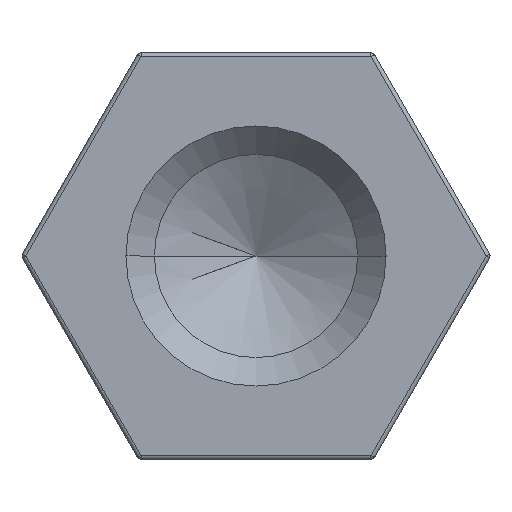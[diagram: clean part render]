
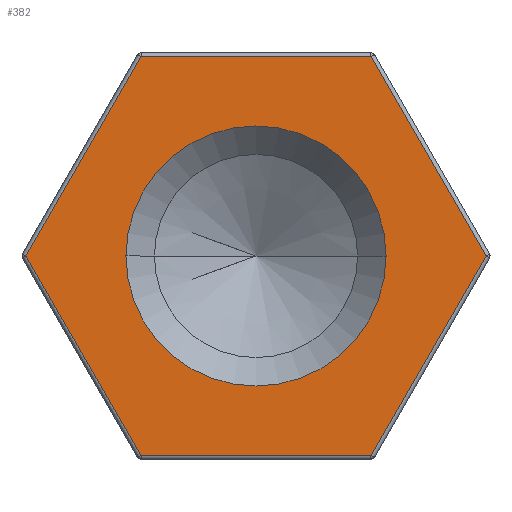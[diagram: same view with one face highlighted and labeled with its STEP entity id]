
A CAD part, left-side view. The second image highlights one B-rep face of the part: STEP entity #382.
In plain terms, the highlighted planar face has unit normal (-1, 0, 0).
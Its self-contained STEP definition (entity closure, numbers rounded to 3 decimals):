
#83 = VECTOR ( 'NONE', #306, 1000. ) ;
#84 = CARTESIAN_POINT ( 'NONE',  ( 0., 4.244, 2.45 ) ) ;
#86 = LINE ( 'NONE', #309, #83 ) ;
#104 = VECTOR ( 'NONE', #443, 1000. ) ;
#105 = LINE ( 'NONE', #448, #104 ) ;
#107 = CARTESIAN_POINT ( 'NONE',  ( 0., 0., 4.9 ) ) ;
#109 = DIRECTION ( 'NONE',  ( 0., -1., 0. ) ) ;
#116 = PLANE ( 'NONE',  #1023 ) ;
#120 = CARTESIAN_POINT ( 'NONE',  ( 0., 0., -4.9 ) ) ;
#123 = DIRECTION ( 'NONE',  ( 0., 1., 0. ) ) ;
#190 = VECTOR ( 'NONE', #123, 1000. ) ;
#209 = VERTEX_POINT ( 'NONE', #1435 ) ;
#263 = EDGE_CURVE ( 'NONE', #807, #209, #461, .T. ) ;
#282 = EDGE_CURVE ( 'NONE', #743, #865, #462, .T. ) ;
#306 = DIRECTION ( 'NONE',  ( 0., 0.5, 0.866 ) ) ;
#309 = CARTESIAN_POINT ( 'NONE',  ( 0., -4.244, 2.45 ) ) ;
#324 = CIRCLE ( 'NONE', #888, 3.2 ) ;
#345 = VECTOR ( 'NONE', #1433, 1000. ) ;
#350 = LINE ( 'NONE', #84, #345 ) ;
#382 = ADVANCED_FACE ( 'NONE', ( #1073, #1242 ), #116, .F. ) ;
#418 = ORIENTED_EDGE ( 'NONE', *, *, #263, .T. ) ;
#443 = DIRECTION ( 'NONE',  ( 0., -0.5, -0.866 ) ) ;
#446 = AXIS2_PLACEMENT_3D ( 'NONE', #1071, #1070, #1051 ) ;
#448 = CARTESIAN_POINT ( 'NONE',  ( 0., 4.244, -2.45 ) ) ;
#457 = VECTOR ( 'NONE', #1060, 1000. ) ;
#461 = CIRCLE ( 'NONE', #446, 3.2 ) ;
#462 = LINE ( 'NONE', #1072, #457 ) ;
#573 = ORIENTED_EDGE ( 'NONE', *, *, #1431, .T. ) ;
#595 = EDGE_CURVE ( 'NONE', #608, #1024, #350, .T. ) ;
#608 = VERTEX_POINT ( 'NONE', #1241 ) ;
#689 = ORIENTED_EDGE ( 'NONE', *, *, #729, .T. ) ;
#702 = CARTESIAN_POINT ( 'NONE',  ( 0., 5.658, 0. ) ) ;
#729 = EDGE_CURVE ( 'NONE', #209, #807, #324, .T. ) ;
#743 = VERTEX_POINT ( 'NONE', #1123 ) ;
#807 = VERTEX_POINT ( 'NONE', #1373 ) ;
#808 = CARTESIAN_POINT ( 'NONE',  ( 0., -2.829, 4.9 ) ) ;
#833 = ORIENTED_EDGE ( 'NONE', *, *, #595, .T. ) ;
#860 = ORIENTED_EDGE ( 'NONE', *, *, #282, .T. ) ;
#865 = VERTEX_POINT ( 'NONE', #997 ) ;
#875 = VERTEX_POINT ( 'NONE', #941 ) ;
#888 = AXIS2_PLACEMENT_3D ( 'NONE', #1163, #1128, #1126 ) ;
#910 = EDGE_LOOP ( 'NONE', ( #1019, #573, #833, #1001, #1047, #860 ) ) ;
#918 = EDGE_LOOP ( 'NONE', ( #689, #418 ) ) ;
#941 = CARTESIAN_POINT ( 'NONE',  ( 0., 2.829, -4.9 ) ) ;
#973 = VERTEX_POINT ( 'NONE', #808 ) ;
#997 = CARTESIAN_POINT ( 'NONE',  ( 0., -5.658, 0. ) ) ;
#1001 = ORIENTED_EDGE ( 'NONE', *, *, #1102, .T. ) ;
#1019 = ORIENTED_EDGE ( 'NONE', *, *, #1166, .T. ) ;
#1023 = AXIS2_PLACEMENT_3D ( 'NONE', #1083, #1087, #1088 ) ;
#1024 = VERTEX_POINT ( 'NONE', #702 ) ;
#1047 = ORIENTED_EDGE ( 'NONE', *, *, #1325, .T. ) ;
#1051 = DIRECTION ( 'NONE',  ( 0., 1., 0. ) ) ;
#1060 = DIRECTION ( 'NONE',  ( 0., -0.5, 0.866 ) ) ;
#1070 = DIRECTION ( 'NONE',  ( 1., 0., 0. ) ) ;
#1071 = CARTESIAN_POINT ( 'NONE',  ( 0., 0., 0. ) ) ;
#1072 = CARTESIAN_POINT ( 'NONE',  ( 0., -4.244, -2.45 ) ) ;
#1073 = FACE_OUTER_BOUND ( 'NONE', #910, .T. ) ;
#1083 = CARTESIAN_POINT ( 'NONE',  ( 0., 0., 0. ) ) ;
#1087 = DIRECTION ( 'NONE',  ( 1., 0., 0. ) ) ;
#1088 = DIRECTION ( 'NONE',  ( 0., 1., 0. ) ) ;
#1102 = EDGE_CURVE ( 'NONE', #1024, #875, #105, .T. ) ;
#1123 = CARTESIAN_POINT ( 'NONE',  ( 0., -2.829, -4.9 ) ) ;
#1126 = DIRECTION ( 'NONE',  ( 0., 1., 0. ) ) ;
#1128 = DIRECTION ( 'NONE',  ( 1., 0., 0. ) ) ;
#1159 = LINE ( 'NONE', #107, #190 ) ;
#1163 = CARTESIAN_POINT ( 'NONE',  ( 0., 0., 0. ) ) ;
#1166 = EDGE_CURVE ( 'NONE', #865, #973, #86, .T. ) ;
#1178 = VECTOR ( 'NONE', #109, 1000. ) ;
#1241 = CARTESIAN_POINT ( 'NONE',  ( 0., 2.829, 4.9 ) ) ;
#1242 = FACE_BOUND ( 'NONE', #918, .T. ) ;
#1325 = EDGE_CURVE ( 'NONE', #875, #743, #1357, .T. ) ;
#1357 = LINE ( 'NONE', #120, #1178 ) ;
#1373 = CARTESIAN_POINT ( 'NONE',  ( 0., -3.2, 0. ) ) ;
#1431 = EDGE_CURVE ( 'NONE', #973, #608, #1159, .T. ) ;
#1433 = DIRECTION ( 'NONE',  ( 0., 0.5, -0.866 ) ) ;
#1435 = CARTESIAN_POINT ( 'NONE',  ( 0., 3.2, 0. ) ) ;
